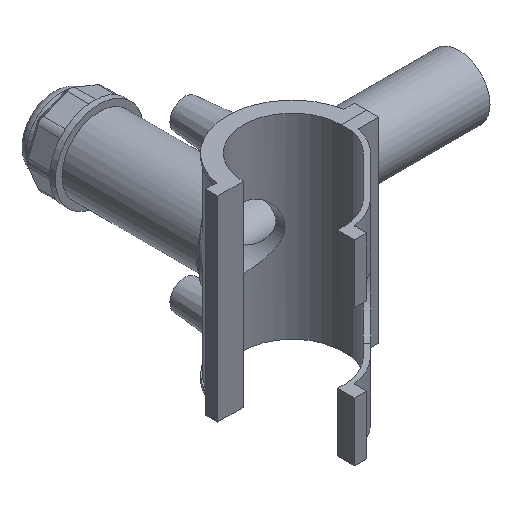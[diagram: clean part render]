
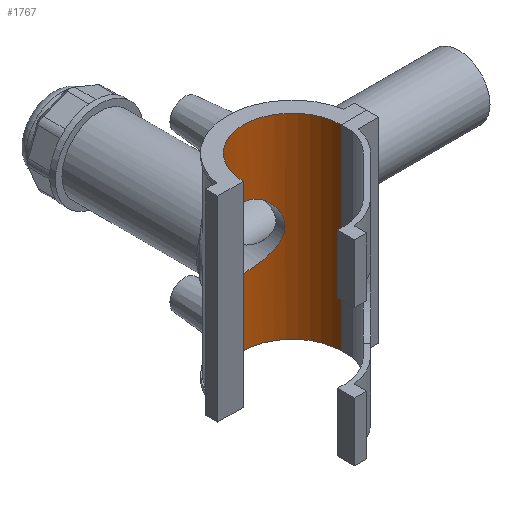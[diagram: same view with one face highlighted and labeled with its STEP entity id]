
A CAD part, isometric view. The second image highlights one B-rep face of the part: STEP entity #1767.
In plain terms, the highlighted cylindrical face has radius 25 mm (diameter 50 mm), a partial arc.
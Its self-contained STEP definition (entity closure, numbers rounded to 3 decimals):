
#42=FACE_BOUND('',#316,.T.);
#65=B_SPLINE_CURVE_WITH_KNOTS('',3,(#2652,#2653,#2654,#2655,#2656,#2657,
#2658,#2659,#2660,#2661,#2662,#2663,#2664,#2665,#2666,#2667,#2668,#2669,
#2670,#2671,#2672,#2673,#2674,#2675,#2676,#2677,#2678,#2679,#2680,#2681,
#2682,#2683,#2684,#2685,#2686,#2687,#2688,#2689,#2690,#2691,#2692,#2693,
#2694,#2695,#2696,#2697,#2698,#2699,#2700,#2701),.UNSPECIFIED.,.T.,.F.,
(4,2,2,2,2,2,2,2,2,2,2,2,2,2,2,2,2,2,2,2,2,2,2,2,4),(0.,0.309,0.617,
1.234,1.846,2.152,2.458,2.764,
3.07,3.682,4.299,4.608,4.916,
5.225,5.533,6.15,6.762,7.068,
7.374,7.68,7.986,8.598,9.216,
9.524,9.833),.UNSPECIFIED.);
#89=CIRCLE('',#1882,25.);
#90=CIRCLE('',#1883,25.);
#170=CYLINDRICAL_SURFACE('',#1881,25.);
#204=FACE_OUTER_BOUND('',#315,.T.);
#315=EDGE_LOOP('',(#1183,#1184,#1185,#1186));
#316=EDGE_LOOP('',(#1187));
#455=LINE('',#2645,#600);
#456=LINE('',#2649,#601);
#600=VECTOR('',#2094,100.);
#601=VECTOR('',#2097,100.);
#745=VERTEX_POINT('',#2643);
#746=VERTEX_POINT('',#2644);
#747=VERTEX_POINT('',#2646);
#748=VERTEX_POINT('',#2648);
#749=VERTEX_POINT('',#2651);
#921=EDGE_CURVE('',#745,#746,#455,.T.);
#922=EDGE_CURVE('',#747,#746,#89,.T.);
#923=EDGE_CURVE('',#747,#748,#456,.T.);
#924=EDGE_CURVE('',#745,#748,#90,.T.);
#925=EDGE_CURVE('',#749,#749,#65,.T.);
#1183=ORIENTED_EDGE('',*,*,#921,.T.);
#1184=ORIENTED_EDGE('',*,*,#922,.F.);
#1185=ORIENTED_EDGE('',*,*,#923,.T.);
#1186=ORIENTED_EDGE('',*,*,#924,.F.);
#1187=ORIENTED_EDGE('',*,*,#925,.T.);
#1767=ADVANCED_FACE('',(#204,#42),#170,.F.);
#1881=AXIS2_PLACEMENT_3D('',#2642,#2092,#2093);
#1882=AXIS2_PLACEMENT_3D('',#2647,#2095,#2096);
#1883=AXIS2_PLACEMENT_3D('',#2650,#2098,#2099);
#2092=DIRECTION('center_axis',(0.,0.,1.));
#2093=DIRECTION('ref_axis',(-1.,0.,0.));
#2094=DIRECTION('',(0.,0.,1.));
#2095=DIRECTION('center_axis',(0.,0.,-1.));
#2096=DIRECTION('ref_axis',(-1.,0.,0.));
#2097=DIRECTION('',(0.,0.,-1.));
#2098=DIRECTION('center_axis',(0.,0.,1.));
#2099=DIRECTION('ref_axis',(-1.,0.,0.));
#2642=CARTESIAN_POINT('Origin',(0.,0.,0.));
#2643=CARTESIAN_POINT('',(25.,0.05,-50.));
#2644=CARTESIAN_POINT('',(25.,0.05,50.));
#2645=CARTESIAN_POINT('',(25.,0.05,0.));
#2646=CARTESIAN_POINT('',(-25.,0.05,50.));
#2647=CARTESIAN_POINT('Origin',(0.,0.,50.));
#2648=CARTESIAN_POINT('',(-25.,0.05,-50.));
#2649=CARTESIAN_POINT('',(-25.,0.05,0.));
#2650=CARTESIAN_POINT('Origin',(0.,0.,-50.));
#2651=CARTESIAN_POINT('',(-15.75,19.415,0.));
#2652=CARTESIAN_POINT('Ctrl Pts',(-15.75,19.415,0.));
#2653=CARTESIAN_POINT('Ctrl Pts',(-15.75,19.415,1.028));
#2654=CARTESIAN_POINT('Ctrl Pts',(-15.648,19.499,2.076));
#2655=CARTESIAN_POINT('Ctrl Pts',(-15.233,19.825,4.136));
#2656=CARTESIAN_POINT('Ctrl Pts',(-14.922,20.065,5.148));
#2657=CARTESIAN_POINT('Ctrl Pts',(-13.706,20.932,8.035));
#2658=CARTESIAN_POINT('Ctrl Pts',(-12.509,21.7,9.765));
#2659=CARTESIAN_POINT('Ctrl Pts',(-9.776,23.059,12.498));
#2660=CARTESIAN_POINT('Ctrl Pts',(-8.044,23.754,13.703));
#2661=CARTESIAN_POINT('Ctrl Pts',(-5.144,24.485,14.923));
#2662=CARTESIAN_POINT('Ctrl Pts',(-4.128,24.679,15.236));
#2663=CARTESIAN_POINT('Ctrl Pts',(-2.066,24.936,15.649));
#2664=CARTESIAN_POINT('Ctrl Pts',(-1.02,25.,15.75));
#2665=CARTESIAN_POINT('Ctrl Pts',(1.02,25.,15.75));
#2666=CARTESIAN_POINT('Ctrl Pts',(2.066,24.936,15.649));
#2667=CARTESIAN_POINT('Ctrl Pts',(4.128,24.679,15.236));
#2668=CARTESIAN_POINT('Ctrl Pts',(5.144,24.485,14.923));
#2669=CARTESIAN_POINT('Ctrl Pts',(8.044,23.754,13.703));
#2670=CARTESIAN_POINT('Ctrl Pts',(9.776,23.059,12.498));
#2671=CARTESIAN_POINT('Ctrl Pts',(12.509,21.7,9.765));
#2672=CARTESIAN_POINT('Ctrl Pts',(13.706,20.932,8.035));
#2673=CARTESIAN_POINT('Ctrl Pts',(14.922,20.065,5.148));
#2674=CARTESIAN_POINT('Ctrl Pts',(15.233,19.825,4.136));
#2675=CARTESIAN_POINT('Ctrl Pts',(15.648,19.499,2.076));
#2676=CARTESIAN_POINT('Ctrl Pts',(15.75,19.415,1.028));
#2677=CARTESIAN_POINT('Ctrl Pts',(15.75,19.415,-1.028));
#2678=CARTESIAN_POINT('Ctrl Pts',(15.648,19.499,-2.076));
#2679=CARTESIAN_POINT('Ctrl Pts',(15.233,19.825,-4.136));
#2680=CARTESIAN_POINT('Ctrl Pts',(14.922,20.065,-5.148));
#2681=CARTESIAN_POINT('Ctrl Pts',(13.706,20.932,-8.035));
#2682=CARTESIAN_POINT('Ctrl Pts',(12.509,21.7,-9.765));
#2683=CARTESIAN_POINT('Ctrl Pts',(9.776,23.059,-12.498));
#2684=CARTESIAN_POINT('Ctrl Pts',(8.044,23.754,-13.703));
#2685=CARTESIAN_POINT('Ctrl Pts',(5.144,24.485,-14.923));
#2686=CARTESIAN_POINT('Ctrl Pts',(4.128,24.679,-15.236));
#2687=CARTESIAN_POINT('Ctrl Pts',(2.066,24.936,-15.649));
#2688=CARTESIAN_POINT('Ctrl Pts',(1.02,25.,-15.75));
#2689=CARTESIAN_POINT('Ctrl Pts',(-1.02,25.,-15.75));
#2690=CARTESIAN_POINT('Ctrl Pts',(-2.066,24.936,-15.649));
#2691=CARTESIAN_POINT('Ctrl Pts',(-4.128,24.679,-15.236));
#2692=CARTESIAN_POINT('Ctrl Pts',(-5.144,24.485,-14.923));
#2693=CARTESIAN_POINT('Ctrl Pts',(-8.044,23.754,-13.703));
#2694=CARTESIAN_POINT('Ctrl Pts',(-9.776,23.059,-12.498));
#2695=CARTESIAN_POINT('Ctrl Pts',(-12.509,21.7,-9.765));
#2696=CARTESIAN_POINT('Ctrl Pts',(-13.706,20.932,-8.035));
#2697=CARTESIAN_POINT('Ctrl Pts',(-14.922,20.065,-5.148));
#2698=CARTESIAN_POINT('Ctrl Pts',(-15.233,19.825,-4.136));
#2699=CARTESIAN_POINT('Ctrl Pts',(-15.648,19.499,-2.076));
#2700=CARTESIAN_POINT('Ctrl Pts',(-15.75,19.415,-1.028));
#2701=CARTESIAN_POINT('Ctrl Pts',(-15.75,19.415,0.));
